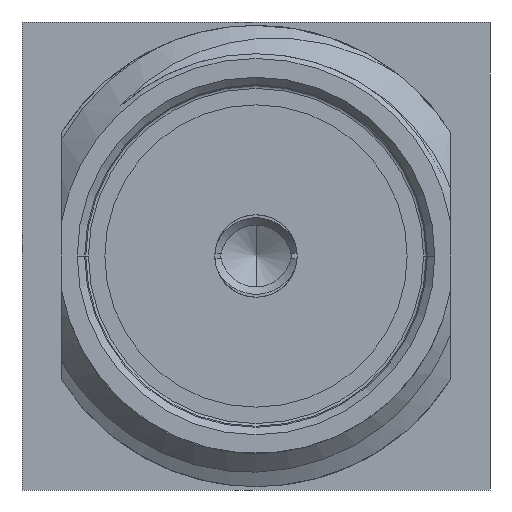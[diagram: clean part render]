
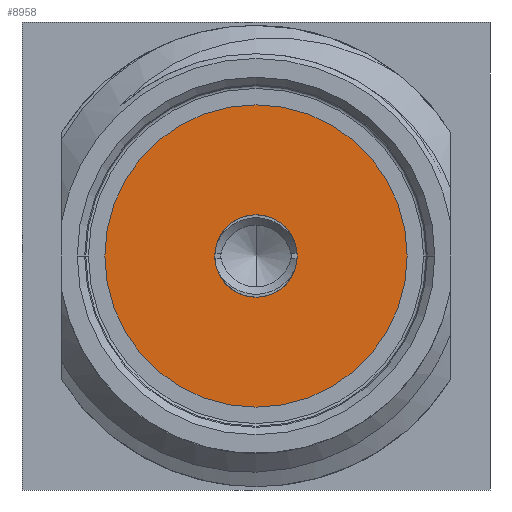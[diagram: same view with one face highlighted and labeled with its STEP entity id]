
A CAD part, front view. The second image highlights one B-rep face of the part: STEP entity #8958.
In plain terms, the highlighted planar face has unit normal (0, -1, 0).
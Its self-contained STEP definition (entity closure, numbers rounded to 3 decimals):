
#3736=CARTESIAN_POINT('',(0.,2.057,0.));
#3737=DIRECTION('',(0.,-1.,0.));
#3738=DIRECTION('',(-1.,0.,0.));
#3739=AXIS2_PLACEMENT_3D('',#3736,#3737,#3738);
#3741=CARTESIAN_POINT('',(0.,2.057,0.));
#3742=DIRECTION('',(0.,-1.,0.));
#3743=DIRECTION('',(1.,0.,0.));
#3744=AXIS2_PLACEMENT_3D('',#3741,#3742,#3743);
#3746=CARTESIAN_POINT('',(0.559,2.057,0.));
#3747=CARTESIAN_POINT('',(0.559,2.057,-0.043));
#3748=CARTESIAN_POINT('',(0.549,2.057,
-0.126));
#3749=CARTESIAN_POINT('',(0.507,2.057,
-0.246));
#3750=CARTESIAN_POINT('',(0.439,2.057,
-0.353));
#3751=CARTESIAN_POINT('',(0.351,2.057,
-0.441));
#3752=CARTESIAN_POINT('',(0.244,2.057,
-0.508));
#3753=CARTESIAN_POINT('',(0.125,2.057,
-0.549));
#3754=CARTESIAN_POINT('',(0.042,2.058,-0.559));
#3755=CARTESIAN_POINT('',(0.,2.058,-0.559));
#3757=CARTESIAN_POINT('',(0.,2.057,0.));
#3758=DIRECTION('',(0.,1.,0.));
#3759=DIRECTION('',(0.,0.,1.));
#3760=AXIS2_PLACEMENT_3D('',#3757,#3758,#3759);
#3762=CARTESIAN_POINT('',(0.,2.057,0.));
#3763=DIRECTION('',(0.,1.,0.));
#3764=DIRECTION('',(-1.,0.,0.));
#3765=AXIS2_PLACEMENT_3D('',#3762,#3763,#3764);
#3767=CARTESIAN_POINT('',(0.,2.058,-0.559));
#3768=CARTESIAN_POINT('',(-0.042,2.058,-0.559));
#3769=CARTESIAN_POINT('',(-0.124,2.057,
-0.55));
#3770=CARTESIAN_POINT('',(-0.243,2.057,
-0.508));
#3771=CARTESIAN_POINT('',(-0.349,2.057,
-0.442));
#3772=CARTESIAN_POINT('',(-0.439,2.057,
-0.354));
#3773=CARTESIAN_POINT('',(-0.507,2.057,
-0.246));
#3774=CARTESIAN_POINT('',(-0.549,2.057,
-0.126));
#3775=CARTESIAN_POINT('',(-0.559,2.057,-0.043));
#3776=CARTESIAN_POINT('',(-0.559,2.057,0.));
#3801=CARTESIAN_POINT('',(0.,2.058,-0.559));
#6240=CARTESIAN_POINT('',(-2.051,2.057,0.));
#6242=VERTEX_POINT('',#6240);
#6244=CARTESIAN_POINT('',(2.051,2.057,0.));
#6246=VERTEX_POINT('',#6244);
#6252=CARTESIAN_POINT('',(0.559,2.057,0.));
#6254=VERTEX_POINT('',#6252);
#6256=CARTESIAN_POINT('',(-0.559,2.057,0.));
#6258=VERTEX_POINT('',#6256);
#6259=VERTEX_POINT('',#3801);
#6292=CARTESIAN_POINT('',(0.,2.057,0.559));
#6293=VERTEX_POINT('',#6292);
#8939=CARTESIAN_POINT('',(0.,2.057,0.));
#8940=DIRECTION('',(0.,-1.,0.));
#8941=DIRECTION('',(-1.,0.,0.));
#8942=AXIS2_PLACEMENT_3D('',#8939,#8940,#8941);
#8943=PLANE('',#8942);
#8944=ORIENTED_EDGE('',*,*,#8933,.F.);
#8945=ORIENTED_EDGE('',*,*,#8919,.F.);
#8946=EDGE_LOOP('',(#8944,#8945));
#8947=FACE_OUTER_BOUND('',#8946,.F.);
#8949=ORIENTED_EDGE('',*,*,#8948,.F.);
#8951=ORIENTED_EDGE('',*,*,#8950,.F.);
#8953=ORIENTED_EDGE('',*,*,#8952,.F.);
#8955=ORIENTED_EDGE('',*,*,#8954,.F.);
#8956=EDGE_LOOP('',(#8949,#8951,#8953,#8955));
#8957=FACE_BOUND('',#8956,.F.);
#8958=ADVANCED_FACE('',(#8947,#8957),#8943,.T.);
#3740=CIRCLE('',#3739,2.051);
#3745=CIRCLE('',#3744,2.051);
#3756=B_SPLINE_CURVE_WITH_KNOTS('',3,(#3746,#3747,#3748,#3749,#3750,#3751,#3752,
#3753,#3754,#3755),.UNSPECIFIED.,.F.,.F.,(4,1,1,1,1,1,1,4),(0.,
0.143,0.286,0.429,0.571,
0.714,0.857,1.),.UNSPECIFIED.);
#3761=CIRCLE('',#3760,0.559);
#3766=CIRCLE('',#3765,0.559);
#3777=B_SPLINE_CURVE_WITH_KNOTS('',3,(#3767,#3768,#3769,#3770,#3771,#3772,#3773,
#3774,#3775,#3776),.UNSPECIFIED.,.F.,.F.,(4,1,1,1,1,1,1,4),(0.,
0.143,0.286,0.429,0.571,
0.714,0.857,1.),.UNSPECIFIED.);
#8919=EDGE_CURVE('',#6246,#6242,#3745,.T.);
#8933=EDGE_CURVE('',#6242,#6246,#3740,.T.);
#8948=EDGE_CURVE('',#6254,#6259,#3756,.T.);
#8950=EDGE_CURVE('',#6293,#6254,#3761,.T.);
#8952=EDGE_CURVE('',#6258,#6293,#3766,.T.);
#8954=EDGE_CURVE('',#6259,#6258,#3777,.T.);
